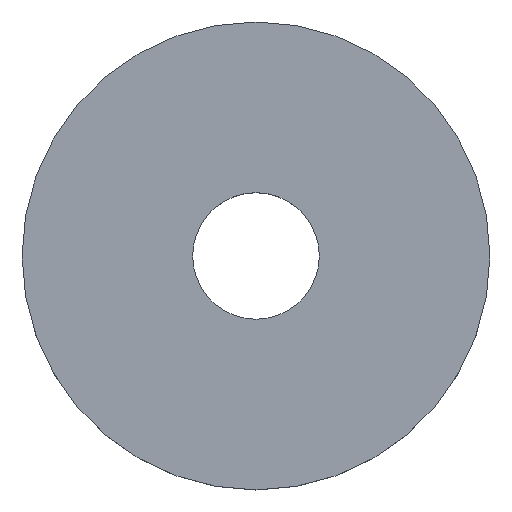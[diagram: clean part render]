
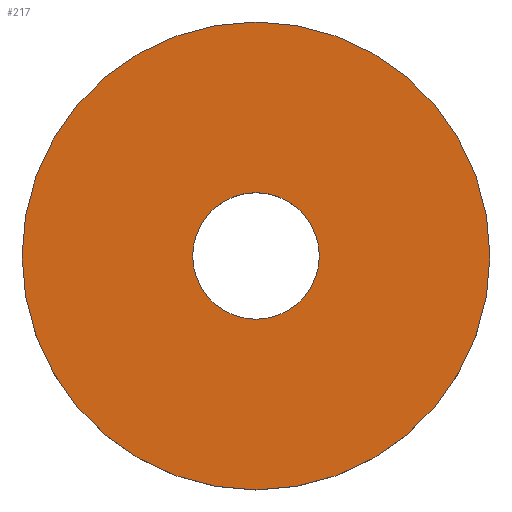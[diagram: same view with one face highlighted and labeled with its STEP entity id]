
A CAD part, top view. The second image highlights one B-rep face of the part: STEP entity #217.
In plain terms, the highlighted planar face has unit normal (0, 0, 1).
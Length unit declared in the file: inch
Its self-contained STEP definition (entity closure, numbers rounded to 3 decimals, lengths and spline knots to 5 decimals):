
#3 = DIRECTION ( 'NONE',  ( 1., 0., 0. ) ) ;
#4 = AXIS2_PLACEMENT_3D ( 'NONE', #183, #144, #208 ) ;
#8 = CIRCLE ( 'NONE', #226, 0.1975 ) ;
#12 = FACE_BOUND ( 'NONE', #50, .T. ) ;
#22 = CARTESIAN_POINT ( 'NONE',  ( 0., 0., 0. ) ) ;
#45 = EDGE_CURVE ( 'NONE', #73, #149, #8, .T. ) ;
#50 = EDGE_LOOP ( 'NONE', ( #248, #244 ) ) ;
#55 = EDGE_LOOP ( 'NONE', ( #87, #191 ) ) ;
#57 = DIRECTION ( 'NONE',  ( 0., 0., 1. ) ) ;
#63 = PLANE ( 'NONE',  #180 ) ;
#73 = VERTEX_POINT ( 'NONE', #139 ) ;
#75 = DIRECTION ( 'NONE',  ( 1., 0., 0. ) ) ;
#78 = DIRECTION ( 'NONE',  ( 0., 0., 1. ) ) ;
#81 = DIRECTION ( 'NONE',  ( 0., 0., 1. ) ) ;
#87 = ORIENTED_EDGE ( 'NONE', *, *, #198, .T. ) ;
#90 = VERTEX_POINT ( 'NONE', #170 ) ;
#94 = DIRECTION ( 'NONE',  ( 0., 0., 1. ) ) ;
#99 = EDGE_CURVE ( 'NONE', #149, #73, #185, .T. ) ;
#103 = DIRECTION ( 'NONE',  ( 1., 0., 0. ) ) ;
#104 = CIRCLE ( 'NONE', #4, 0.73 ) ;
#105 = AXIS2_PLACEMENT_3D ( 'NONE', #22, #78, #103 ) ;
#123 = VERTEX_POINT ( 'NONE', #233 ) ;
#139 = CARTESIAN_POINT ( 'NONE',  ( -0.1975, 0., 0. ) ) ;
#144 = DIRECTION ( 'NONE',  ( 0., 0., 1. ) ) ;
#149 = VERTEX_POINT ( 'NONE', #199 ) ;
#151 = CARTESIAN_POINT ( 'NONE',  ( 0., 0., 0. ) ) ;
#157 = CIRCLE ( 'NONE', #105, 0.73 ) ;
#160 = EDGE_CURVE ( 'NONE', #123, #90, #157, .T. ) ;
#164 = FACE_OUTER_BOUND ( 'NONE', #55, .T. ) ;
#166 = DIRECTION ( 'NONE',  ( 1., 0., 0. ) ) ;
#170 = CARTESIAN_POINT ( 'NONE',  ( 0.73, 0., 0. ) ) ;
#177 = CARTESIAN_POINT ( 'NONE',  ( 0., 0., 0. ) ) ;
#180 = AXIS2_PLACEMENT_3D ( 'NONE', #206, #81, #166 ) ;
#183 = CARTESIAN_POINT ( 'NONE',  ( 0., 0., 0. ) ) ;
#185 = CIRCLE ( 'NONE', #214, 0.1975 ) ;
#191 = ORIENTED_EDGE ( 'NONE', *, *, #160, .T. ) ;
#198 = EDGE_CURVE ( 'NONE', #90, #123, #104, .T. ) ;
#199 = CARTESIAN_POINT ( 'NONE',  ( 0.1975, 0., 0. ) ) ;
#206 = CARTESIAN_POINT ( 'NONE',  ( 0., 0., 0. ) ) ;
#208 = DIRECTION ( 'NONE',  ( 1., 0., 0. ) ) ;
#214 = AXIS2_PLACEMENT_3D ( 'NONE', #151, #57, #75 ) ;
#217 = ADVANCED_FACE ( 'NONE', ( #12, #164 ), #63, .T. ) ;
#226 = AXIS2_PLACEMENT_3D ( 'NONE', #177, #94, #3 ) ;
#233 = CARTESIAN_POINT ( 'NONE',  ( -0.73, 0., 0. ) ) ;
#244 = ORIENTED_EDGE ( 'NONE', *, *, #45, .F. ) ;
#248 = ORIENTED_EDGE ( 'NONE', *, *, #99, .F. ) ;
